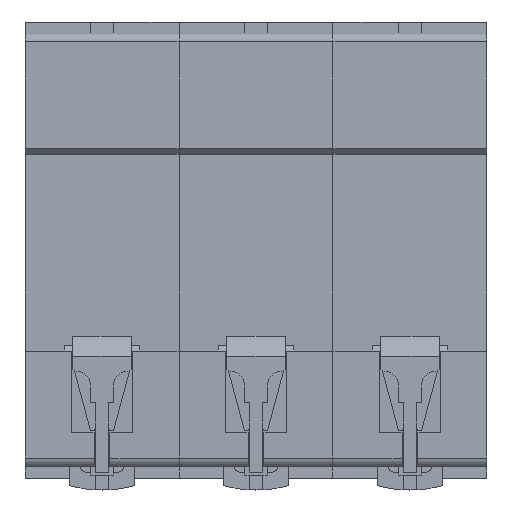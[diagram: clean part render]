
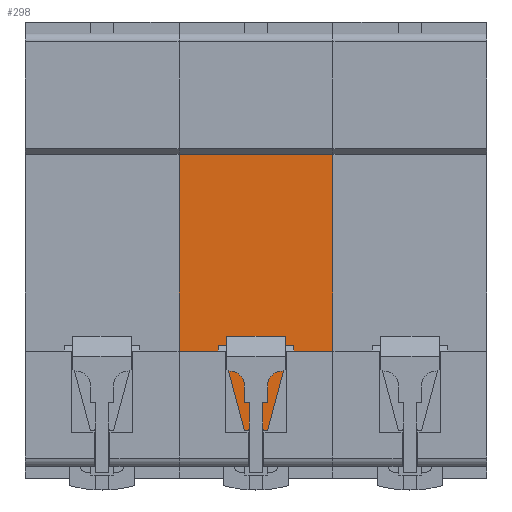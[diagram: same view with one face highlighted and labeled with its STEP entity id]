
A CAD part, top view. The second image highlights one B-rep face of the part: STEP entity #298.
In plain terms, the highlighted planar face has unit normal (0, 0, 1).
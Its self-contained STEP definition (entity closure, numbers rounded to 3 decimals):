
#2 = CARTESIAN_POINT ( 'NONE',  ( 13.5, 17.75, 27.5 ) ) ;
#298 = ADVANCED_FACE ( 'NONE', ( #4291 ), #6284, .T. ) ;
#421 = LINE ( 'NONE', #10390, #4281 ) ;
#481 = CARTESIAN_POINT ( 'NONE',  ( -13.5, -17.75, 27.5 ) ) ;
#482 = ORIENTED_EDGE ( 'NONE', *, *, #2049, .T. ) ;
#632 = DIRECTION ( 'NONE',  ( 1., 0., 0. ) ) ;
#769 = EDGE_CURVE ( 'NONE', #8017, #8387, #421, .T. ) ;
#874 = DIRECTION ( 'NONE',  ( 0., -1., 0. ) ) ;
#924 = EDGE_CURVE ( 'NONE', #4274, #5731, #7135, .T. ) ;
#1094 = ORIENTED_EDGE ( 'NONE', *, *, #924, .F. ) ;
#1224 = CARTESIAN_POINT ( 'NONE',  ( 6.899, -38., 27.5 ) ) ;
#1248 = VECTOR ( 'NONE', #2127, 1000. ) ;
#1677 = LINE ( 'NONE', #6673, #5836 ) ;
#2049 = EDGE_CURVE ( 'NONE', #4274, #2408, #7837, .T. ) ;
#2127 = DIRECTION ( 'NONE',  ( 0., 1., 0. ) ) ;
#2134 = DIRECTION ( 'NONE',  ( 1., 0., 0. ) ) ;
#2408 = VERTEX_POINT ( 'NONE', #6255 ) ;
#2609 = LINE ( 'NONE', #7252, #6763 ) ;
#2707 = CARTESIAN_POINT ( 'NONE',  ( -13.5, 17.75, 27.5 ) ) ;
#3809 = CARTESIAN_POINT ( 'NONE',  ( -13.5, -17.75, 27.5 ) ) ;
#3811 = DIRECTION ( 'NONE',  ( 0., -1., 0. ) ) ;
#3928 = LINE ( 'NONE', #6862, #8305 ) ;
#4274 = VERTEX_POINT ( 'NONE', #1224 ) ;
#4281 = VECTOR ( 'NONE', #3811, 1000. ) ;
#4291 = FACE_OUTER_BOUND ( 'NONE', #7399, .T. ) ;
#4362 = DIRECTION ( 'NONE',  ( 1., 0., 0. ) ) ;
#4408 = EDGE_CURVE ( 'NONE', #9809, #8017, #3928, .T. ) ;
#4657 = VERTEX_POINT ( 'NONE', #7264 ) ;
#4938 = VECTOR ( 'NONE', #6821, 1000. ) ;
#5344 = VECTOR ( 'NONE', #632, 1000. ) ;
#5628 = LINE ( 'NONE', #3809, #9709 ) ;
#5731 = VERTEX_POINT ( 'NONE', #10405 ) ;
#5836 = VECTOR ( 'NONE', #874, 1000. ) ;
#5850 = ORIENTED_EDGE ( 'NONE', *, *, #6687, .T. ) ;
#6255 = CARTESIAN_POINT ( 'NONE',  ( 6.899, -17.75, 27.5 ) ) ;
#6284 = PLANE ( 'NONE',  #6538 ) ;
#6411 = ORIENTED_EDGE ( 'NONE', *, *, #4408, .F. ) ;
#6514 = CARTESIAN_POINT ( 'NONE',  ( -13.5, -17.75, 27.5 ) ) ;
#6538 = AXIS2_PLACEMENT_3D ( 'NONE', #481, #7099, #2134 ) ;
#6673 = CARTESIAN_POINT ( 'NONE',  ( -13.5, -17.75, 27.5 ) ) ;
#6687 = EDGE_CURVE ( 'NONE', #7918, #4657, #5628, .T. ) ;
#6763 = VECTOR ( 'NONE', #8878, 1000. ) ;
#6767 = EDGE_CURVE ( 'NONE', #5731, #4657, #2609, .T. ) ;
#6821 = DIRECTION ( 'NONE',  ( -1., 0., 0. ) ) ;
#6862 = CARTESIAN_POINT ( 'NONE',  ( -13.5, 17.75, 27.5 ) ) ;
#7099 = DIRECTION ( 'NONE',  ( 0., 0., 1. ) ) ;
#7135 = LINE ( 'NONE', #9235, #4938 ) ;
#7252 = CARTESIAN_POINT ( 'NONE',  ( -6.899, -52.221, 27.5 ) ) ;
#7264 = CARTESIAN_POINT ( 'NONE',  ( -6.899, -17.75, 27.5 ) ) ;
#7399 = EDGE_LOOP ( 'NONE', ( #482, #7977, #8361, #6411, #10325, #5850, #9722, #1094 ) ) ;
#7507 = LINE ( 'NONE', #9682, #5344 ) ;
#7629 = EDGE_CURVE ( 'NONE', #2408, #8387, #7507, .T. ) ;
#7837 = LINE ( 'NONE', #8713, #1248 ) ;
#7918 = VERTEX_POINT ( 'NONE', #6514 ) ;
#7977 = ORIENTED_EDGE ( 'NONE', *, *, #7629, .T. ) ;
#8017 = VERTEX_POINT ( 'NONE', #2 ) ;
#8051 = EDGE_CURVE ( 'NONE', #9809, #7918, #1677, .T. ) ;
#8305 = VECTOR ( 'NONE', #4362, 1000. ) ;
#8361 = ORIENTED_EDGE ( 'NONE', *, *, #769, .F. ) ;
#8387 = VERTEX_POINT ( 'NONE', #8804 ) ;
#8713 = CARTESIAN_POINT ( 'NONE',  ( 6.899, -52.221, 27.5 ) ) ;
#8736 = DIRECTION ( 'NONE',  ( 1., 0., 0. ) ) ;
#8804 = CARTESIAN_POINT ( 'NONE',  ( 13.5, -17.75, 27.5 ) ) ;
#8878 = DIRECTION ( 'NONE',  ( 0., 1., 0. ) ) ;
#9235 = CARTESIAN_POINT ( 'NONE',  ( -13.5, -38., 27.5 ) ) ;
#9682 = CARTESIAN_POINT ( 'NONE',  ( -13.5, -17.75, 27.5 ) ) ;
#9709 = VECTOR ( 'NONE', #8736, 1000. ) ;
#9722 = ORIENTED_EDGE ( 'NONE', *, *, #6767, .F. ) ;
#9809 = VERTEX_POINT ( 'NONE', #2707 ) ;
#10325 = ORIENTED_EDGE ( 'NONE', *, *, #8051, .T. ) ;
#10390 = CARTESIAN_POINT ( 'NONE',  ( 13.5, -17.75, 27.5 ) ) ;
#10405 = CARTESIAN_POINT ( 'NONE',  ( -6.899, -38., 27.5 ) ) ;
